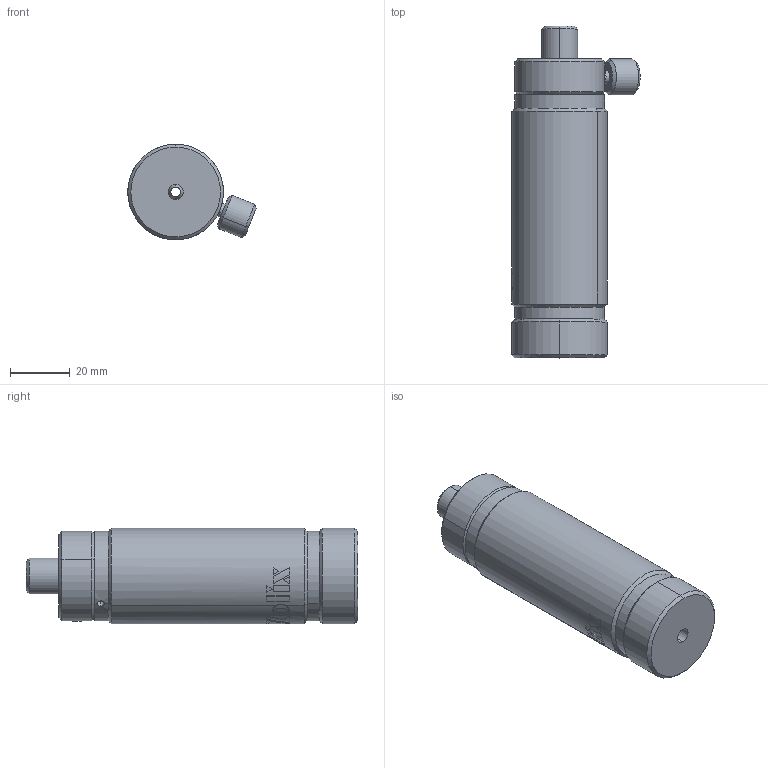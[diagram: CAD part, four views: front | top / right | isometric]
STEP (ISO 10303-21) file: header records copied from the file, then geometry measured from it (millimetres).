
FILE_DESCRIPTION (( 'STEP AP203' ), '1' );
FILE_NAME ('PHVP-3.step', '2019-05-09T09:09:56', ( '' ), ( '' ), 'SwSTEP 2.0', 'SolidWorks 2016', '' );
FILE_SCHEMA (( 'CONFIG_CONTROL_DESIGN' ));
Length unit declared in the file: millimetre
Products named in the file (1): PHVP-3
Bounding box: 42.92 x 111 x 32 mm (x, y, z)
Surface area: 16778.6 mm2 (no closed solid volume)
Topology: 0 solids, 12 shells, 70 faces, 430 edges, 370 vertices
Faces by surface type: cylinder 38, cone 20, plane 9, bspline 3
Entity records: 4714 total; most frequent: CARTESIAN_POINT 1906, ORIENTED_EDGE 544, EDGE_CURVE 430, DIRECTION 394, VERTEX_POINT 370, B_SPLINE_CURVE_WITH_KNOTS 268, AXIS2_PLACEMENT_3D 164, CIRCLE 96
